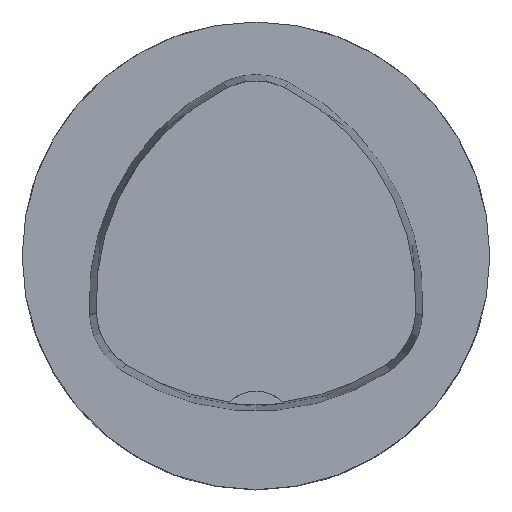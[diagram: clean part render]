
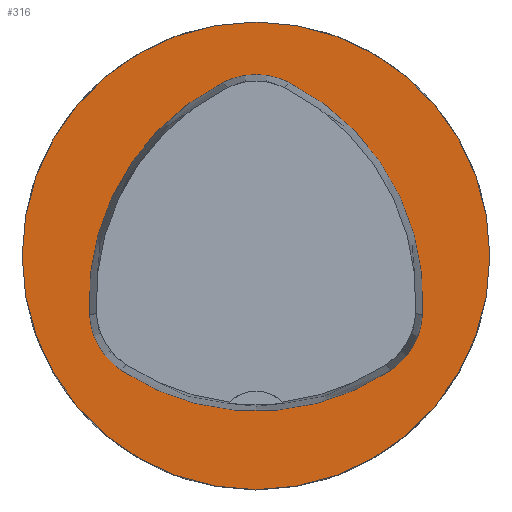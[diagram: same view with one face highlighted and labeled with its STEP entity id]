
A CAD part, top view. The second image highlights one B-rep face of the part: STEP entity #316.
In plain terms, the highlighted planar face has unit normal (0, 0, 1).
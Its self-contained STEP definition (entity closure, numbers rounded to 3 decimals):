
#144=FACE_BOUND('',#535,.T.);
#145=FACE_BOUND('',#536,.T.);
#247=CIRCLE('',#1603,50.0);
#248=CIRCLE('',#1609,15.5);
#249=CIRCLE('',#1610,52.0);
#250=CIRCLE('',#1611,15.5);
#251=CIRCLE('',#1612,52.0);
#252=CIRCLE('',#1613,15.5);
#253=CIRCLE('',#1614,52.0);
#316=ADVANCED_FACE('',(#144,#145),#410,.T.);
#410=PLANE('',#1615);
#535=EDGE_LOOP('',(#705));
#536=EDGE_LOOP('',(#706,#707,#708,#709,#710,#711));
#705=ORIENTED_EDGE('',*,*,#1205,.F.);
#706=ORIENTED_EDGE('',*,*,#1214,.T.);
#707=ORIENTED_EDGE('',*,*,#1215,.T.);
#708=ORIENTED_EDGE('',*,*,#1216,.T.);
#709=ORIENTED_EDGE('',*,*,#1217,.T.);
#710=ORIENTED_EDGE('',*,*,#1218,.T.);
#711=ORIENTED_EDGE('',*,*,#1219,.T.);
#1066=VERTEX_POINT('',#2294);
#1075=VERTEX_POINT('',#2313);
#1076=VERTEX_POINT('',#2314);
#1077=VERTEX_POINT('',#2316);
#1078=VERTEX_POINT('',#2318);
#1079=VERTEX_POINT('',#2320);
#1080=VERTEX_POINT('',#2322);
#1205=EDGE_CURVE('',#1066,#1066,#247,.T.);
#1214=EDGE_CURVE('',#1075,#1076,#248,.T.);
#1215=EDGE_CURVE('',#1076,#1077,#249,.T.);
#1216=EDGE_CURVE('',#1077,#1078,#250,.T.);
#1217=EDGE_CURVE('',#1078,#1079,#251,.T.);
#1218=EDGE_CURVE('',#1079,#1080,#252,.T.);
#1219=EDGE_CURVE('',#1080,#1075,#253,.T.);
#1603=AXIS2_PLACEMENT_3D('',#2293,#1808,#1809);
#1609=AXIS2_PLACEMENT_3D('',#2312,#1824,#1825);
#1610=AXIS2_PLACEMENT_3D('',#2315,#1826,#1827);
#1611=AXIS2_PLACEMENT_3D('',#2317,#1828,#1829);
#1612=AXIS2_PLACEMENT_3D('',#2319,#1830,#1831);
#1613=AXIS2_PLACEMENT_3D('',#2321,#1832,#1833);
#1614=AXIS2_PLACEMENT_3D('',#2323,#1834,#1835);
#1615=AXIS2_PLACEMENT_3D('',#2324,#1836,#1837);
#1808=DIRECTION('',(0.0,0.0,-1.0));
#1809=DIRECTION('',(-1.0,0.0,0.0));
#1824=DIRECTION('',(0.0,0.0,-1.0));
#1825=DIRECTION('',(-0.5,0.866,0.0));
#1826=DIRECTION('',(0.0,0.0,-1.0));
#1827=DIRECTION('',(-0.5,0.866,0.0));
#1828=DIRECTION('',(0.0,0.0,-1.0));
#1829=DIRECTION('',(-0.5,0.866,0.0));
#1830=DIRECTION('',(0.0,0.0,-1.0));
#1831=DIRECTION('',(-0.5,0.866,0.0));
#1832=DIRECTION('',(0.0,0.0,-1.0));
#1833=DIRECTION('',(-0.5,0.866,0.0));
#1834=DIRECTION('',(0.0,0.0,-1.0));
#1835=DIRECTION('',(-0.5,0.866,0.0));
#1836=DIRECTION('',(0.0,0.0,1.0));
#1837=DIRECTION('',(1.0,0.0,0.0));
#2293=CARTESIAN_POINT('',(0.0,0.0,0.0));
#2294=CARTESIAN_POINT('',(-50.0,0.0,0.0));
#2312=CARTESIAN_POINT('',(20.135,-11.625,0.));
#2313=CARTESIAN_POINT('',(35.607,-12.566,0.));
#2314=CARTESIAN_POINT('',(28.686,-24.553,0.0));
#2315=CARTESIAN_POINT('',(0.,18.819,0.));
#2316=CARTESIAN_POINT('',(-28.686,-24.553,0.));
#2317=CARTESIAN_POINT('',(-20.135,-11.625,0.));
#2318=CARTESIAN_POINT('',(-35.607,-12.566,0.));
#2319=CARTESIAN_POINT('',(16.298,-9.409,0.));
#2320=CARTESIAN_POINT('',(-6.921,37.119,0.));
#2321=CARTESIAN_POINT('',(0.,23.25,0.));
#2322=CARTESIAN_POINT('',(6.921,37.119,0.));
#2323=CARTESIAN_POINT('',(-16.298,-9.409,0.));
#2324=CARTESIAN_POINT('',(0.0,0.0,0.0));
